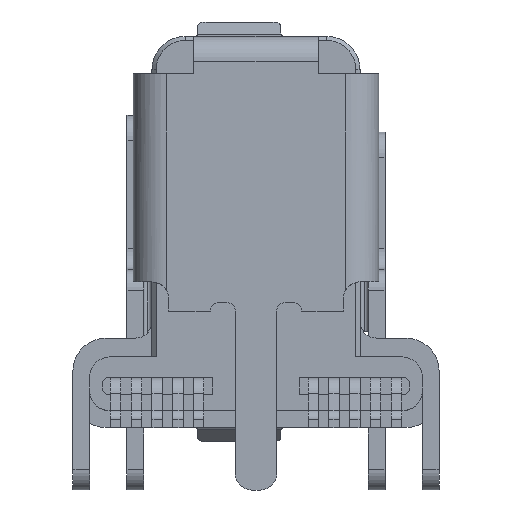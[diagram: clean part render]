
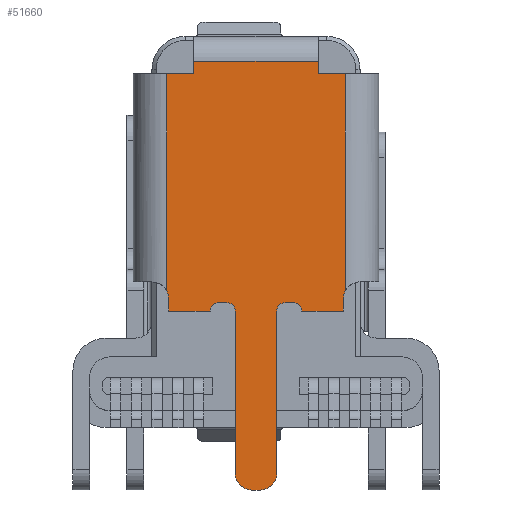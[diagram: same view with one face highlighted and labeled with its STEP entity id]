
A CAD part, left-side view. The second image highlights one B-rep face of the part: STEP entity #51660.
In plain terms, the highlighted planar face has unit normal (-1, 0, 0).
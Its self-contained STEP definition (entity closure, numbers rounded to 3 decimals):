
#26990=CARTESIAN_POINT('',(-10.15,-205.35,-0.1));
#27000=VERTEX_POINT('',#26990);
#27050=CARTESIAN_POINT('',(-10.15,-205.75,-0.1));
#27060=DIRECTION('',(-1.,0.,0.));
#27070=DIRECTION('',(0.,0.,1.));
#27080=AXIS2_PLACEMENT_3D('',#27050,#27060,#27070);
#27090=CIRCLE('',#27080,0.4);
#27100=CARTESIAN_POINT('',(-10.15,-205.4,0.094));
#27110=VERTEX_POINT('',#27100);
#27120=EDGE_CURVE('',#27110,#27000,#27090,.T.);
#27710=CARTESIAN_POINT('',(-10.15,-202.15,-0.4));
#27720=VERTEX_POINT('',#27710);
#27750=CARTESIAN_POINT('',(-10.15,-202.35,-0.4));
#27760=DIRECTION('',(-1.,0.,0.));
#27770=DIRECTION('',(0.,0.,1.));
#27780=AXIS2_PLACEMENT_3D('',#27750,#27760,#27770);
#27790=CIRCLE('',#27780,0.2);
#27800=CARTESIAN_POINT('',(-10.15,-202.35,-0.2));
#27810=VERTEX_POINT('',#27800);
#27820=EDGE_CURVE('',#27810,#27720,#27790,.T.);
#37350=CARTESIAN_POINT('',(-10.15,-202.75,-0.4));
#37360=VERTEX_POINT('',#37350);
#37390=CARTESIAN_POINT('',(-10.15,-202.75,4.1));
#37400=DIRECTION('',(0.,0.,-1.));
#37410=VECTOR('',#37400,1.);
#37420=LINE('',#37390,#37410);
#37430=CARTESIAN_POINT('',(-10.15,-202.75,-4.3));
#37440=VERTEX_POINT('',#37430);
#37450=EDGE_CURVE('',#37360,#37440,#37420,.T.);
#42040=CARTESIAN_POINT('',(-10.15,-205.4,5.3));
#42050=VERTEX_POINT('',#42040);
#42580=CARTESIAN_POINT('',(-10.15,-205.4,-0.788));
#42590=DIRECTION('',(0.,0.,-1.));
#42600=VECTOR('',#42590,1.);
#42610=LINE('',#42580,#42600);
#42620=EDGE_CURVE('',#42050,#27110,#42610,.T.);
#49950=CARTESIAN_POINT('',(-10.15,-203.25,0.3));
#49960=DIRECTION('',(-1.,0.,0.));
#49970=DIRECTION('',(0.,-1.,0.));
#49980=AXIS2_PLACEMENT_3D('',#49950,#49960,#49970);
#49990=PLANE('',#49980);
#50000=CARTESIAN_POINT('',(-10.15,-204.75,5.787));
#50010=DIRECTION('',(0.,0.,-1.));
#50020=VECTOR('',#50010,1.);
#50030=LINE('',#50000,#50020);
#50040=CARTESIAN_POINT('',(-10.15,-204.75,5.6));
#50050=VERTEX_POINT('',#50040);
#50060=CARTESIAN_POINT('',(-10.15,-204.75,5.3));
#50070=VERTEX_POINT('',#50060);
#50080=EDGE_CURVE('',#50050,#50070,#50030,.T.);
#50090=ORIENTED_EDGE('',*,*,#50080,.F.);
#50100=CARTESIAN_POINT('',(-10.15,-203.288,5.3));
#50110=DIRECTION('',(0.,1.,0.));
#50120=VECTOR('',#50110,1.);
#50130=LINE('',#50100,#50120);
#50140=EDGE_CURVE('',#42050,#50070,#50130,.T.);
#50150=ORIENTED_EDGE('',*,*,#50140,.T.);
#50160=ORIENTED_EDGE('',*,*,#42620,.F.);
#50170=ORIENTED_EDGE('',*,*,#27120,.F.);
#50180=CARTESIAN_POINT('',(-10.15,-205.35,6.985));
#50190=DIRECTION('',(0.,0.,1.));
#50200=VECTOR('',#50190,1.);
#50210=LINE('',#50180,#50200);
#50220=CARTESIAN_POINT('',(-10.15,-205.35,-0.4));
#50230=VERTEX_POINT('',#50220);
#50240=EDGE_CURVE('',#50230,#27000,#50210,.T.);
#50250=ORIENTED_EDGE('',*,*,#50240,.T.);
#50260=CARTESIAN_POINT('',(-10.15,-203.288,-0.4))
;
#50270=DIRECTION('',(0.,-1.,0.));
#50280=VECTOR('',#50270,1.);
#50290=LINE('',#50260,#50280);
#50300=CARTESIAN_POINT('',(-10.15,-204.35,-0.4));
#50310=VERTEX_POINT('',#50300);
#50320=EDGE_CURVE('',#50310,#50230,#50290,.T.);
#50330=ORIENTED_EDGE('',*,*,#50320,.T.);
#50340=CARTESIAN_POINT('',(-10.15,-204.15,-0.4));
#50350=DIRECTION('',(-1.,0.,0.));
#50360=DIRECTION('',(0.,0.,1.));
#50370=AXIS2_PLACEMENT_3D('',#50340,#50350,#50360);
#50380=CIRCLE('',#50370,0.2);
#50390=CARTESIAN_POINT('',(-10.15,-204.15,-0.2));
#50400=VERTEX_POINT('',#50390);
#50410=EDGE_CURVE('',#50310,#50400,#50380,.T.);
#50420=ORIENTED_EDGE('',*,*,#50410,.F.);
#50430=CARTESIAN_POINT('',(-10.15,-203.288,-0.2))
;
#50440=DIRECTION('',(0.,-1.,0.));
#50450=VECTOR('',#50440,1.);
#50460=LINE('',#50430,#50450);
#50470=CARTESIAN_POINT('',(-10.15,-203.95,-0.2));
#50480=VERTEX_POINT('',#50470);
#50490=EDGE_CURVE('',#50480,#50400,#50460,.T.);
#50500=ORIENTED_EDGE('',*,*,#50490,.T.);
#50510=CARTESIAN_POINT('',(-10.15,-203.95,-0.4));
#50520=DIRECTION('',(-1.,0.,0.));
#50530=DIRECTION('',(0.,0.,1.));
#50540=AXIS2_PLACEMENT_3D('',#50510,#50520,#50530);
#50550=CIRCLE('',#50540,0.2);
#50560=CARTESIAN_POINT('',(-10.15,-203.75,-0.4));
#50570=VERTEX_POINT('',#50560);
#50580=EDGE_CURVE('',#50480,#50570,#50550,.T.);
#50590=ORIENTED_EDGE('',*,*,#50580,.F.);
#50600=CARTESIAN_POINT('',(-10.15,-203.75,4.1));
#50610=DIRECTION('',(0.,0.,-1.));
#50620=VECTOR('',#50610,1.);
#50630=LINE('',#50600,#50620);
#50640=CARTESIAN_POINT('',(-10.15,-203.75,-4.3));
#50650=VERTEX_POINT('',#50640);
#50660=EDGE_CURVE('',#50570,#50650,#50630,.T.);
#50670=ORIENTED_EDGE('',*,*,#50660,.F.);
#50680=CARTESIAN_POINT('',(-10.15,-203.35,-4.3));
#50690=DIRECTION('',(1.,0.,0.));
#50700=DIRECTION('',(0.,0.,-1.));
#50710=AXIS2_PLACEMENT_3D('',#50680,#50690,#50700);
#50720=CIRCLE('',#50710,0.4);
#50730=CARTESIAN_POINT('',(-10.15,-203.35,-4.7));
#50740=VERTEX_POINT('',#50730);
#50750=EDGE_CURVE('',#50650,#50740,#50720,.T.);
#50760=ORIENTED_EDGE('',*,*,#50750,.F.);
#50770=CARTESIAN_POINT('',(-10.15,-203.25,-4.7));
#50780=DIRECTION('',(0.,-1.,0.));
#50790=VECTOR('',#50780,1.);
#50800=LINE('',#50770,#50790);
#50810=CARTESIAN_POINT('',(-10.15,-203.15,-4.7));
#50820=VERTEX_POINT('',#50810);
#50830=EDGE_CURVE('',#50820,#50740,#50800,.T.);
#50840=ORIENTED_EDGE('',*,*,#50830,.T.);
#50850=CARTESIAN_POINT('',(-10.15,-203.15,-4.3));
#50860=DIRECTION('',(1.,0.,0.));
#50870=DIRECTION('',(0.,0.,-1.));
#50880=AXIS2_PLACEMENT_3D('',#50850,#50860,#50870);
#50890=CIRCLE('',#50880,0.4);
#50900=EDGE_CURVE('',#50820,#37440,#50890,.T.);
#50910=ORIENTED_EDGE('',*,*,#50900,.F.);
#50920=ORIENTED_EDGE('',*,*,#37450,.T.);
#50930=CARTESIAN_POINT('',(-10.15,-202.55,-0.4));
#50940=DIRECTION('',(-1.,0.,0.));
#50950=DIRECTION('',(0.,0.,1.));
#50960=AXIS2_PLACEMENT_3D('',#50930,#50940,#50950);
#50970=CIRCLE('',#50960,0.2);
#50980=CARTESIAN_POINT('',(-10.15,-202.55,-0.2));
#50990=VERTEX_POINT('',#50980);
#51000=EDGE_CURVE('',#37360,#50990,#50970,.T.);
#51010=ORIENTED_EDGE('',*,*,#51000,.F.);
#51020=CARTESIAN_POINT('',(-10.15,-203.288,-0.2))
;
#51030=DIRECTION('',(0.,-1.,0.));
#51040=VECTOR('',#51030,1.);
#51050=LINE('',#51020,#51040);
#51060=EDGE_CURVE('',#27810,#50990,#51050,.T.);
#51070=ORIENTED_EDGE('',*,*,#51060,.T.);
#51080=ORIENTED_EDGE('',*,*,#27820,.F.);
#51090=CARTESIAN_POINT('',(-10.15,-203.288,-0.4))
;
#51100=DIRECTION('',(0.,-1.,0.));
#51110=VECTOR('',#51100,1.);
#51120=LINE('',#51090,#51110);
#51130=CARTESIAN_POINT('',(-10.15,-201.15,-0.4));
#51140=VERTEX_POINT('',#51130);
#51150=EDGE_CURVE('',#51140,#27720,#51120,.T.);
#51160=ORIENTED_EDGE('',*,*,#51150,.T.);
#51170=CARTESIAN_POINT('',(-10.15,-201.15,6.985));
#51180=DIRECTION('',(0.,0.,-1.));
#51190=VECTOR('',#51180,1.);
#51200=LINE('',#51170,#51190);
#51210=CARTESIAN_POINT('',(-10.15,-201.15,-0.1));
#51220=VERTEX_POINT('',#51210);
#51230=EDGE_CURVE('',#51220,#51140,#51200,.T.);
#51240=ORIENTED_EDGE('',*,*,#51230,.T.);
#51250=CARTESIAN_POINT('',(-10.15,-200.75,-0.1));
#51260=DIRECTION('',(1.,0.,0.));
#51270=DIRECTION('',(0.,0.,-1.));
#51280=AXIS2_PLACEMENT_3D('',#51250,#51260,#51270);
#51290=CIRCLE('',#51280,0.4);
#51300=CARTESIAN_POINT('',(-10.15,-201.1,0.094));
#51310=VERTEX_POINT('',#51300);
#51320=EDGE_CURVE('',#51310,#51220,#51290,.T.);
#51330=ORIENTED_EDGE('',*,*,#51320,.T.);
#51340=CARTESIAN_POINT('',(-10.15,-201.1,-0.788));
#51350=DIRECTION('',(0.,0.,-1.));
#51360=VECTOR('',#51350,1.);
#51370=LINE('',#51340,#51360);
#51380=CARTESIAN_POINT('',(-10.15,-201.1,5.3));
#51390=VERTEX_POINT('',#51380);
#51400=EDGE_CURVE('',#51390,#51310,#51370,.T.);
#51410=ORIENTED_EDGE('',*,*,#51400,.T.);
#51420=CARTESIAN_POINT('',(-10.15,-203.288,5.3));
#51430=DIRECTION('',(0.,1.,0.));
#51440=VECTOR('',#51430,1.);
#51450=LINE('',#51420,#51440);
#51460=CARTESIAN_POINT('',(-10.15,-201.75,5.3));
#51470=VERTEX_POINT('',#51460);
#51480=EDGE_CURVE('',#51470,#51390,#51450,.T.);
#51490=ORIENTED_EDGE('',*,*,#51480,.T.);
#51500=CARTESIAN_POINT('',(-10.15,-201.75,5.787));
#51510=DIRECTION('',(0.,0.,-1.));
#51520=VECTOR('',#51510,1.);
#51530=LINE('',#51500,#51520);
#51540=CARTESIAN_POINT('',(-10.15,-201.75,5.6));
#51550=VERTEX_POINT('',#51540);
#51560=EDGE_CURVE('',#51550,#51470,#51530,.T.);
#51570=ORIENTED_EDGE('',*,*,#51560,.T.);
#51580=CARTESIAN_POINT('',(-10.15,-203.288,5.6));
#51590=DIRECTION('',(0.,-1.,0.));
#51600=VECTOR('',#51590,1.);
#51610=LINE('',#51580,#51600);
#51620=EDGE_CURVE('',#51550,#50050,#51610,.T.);
#51630=ORIENTED_EDGE('',*,*,#51620,.F.);
#51640=EDGE_LOOP('',(#51630,#51570,#51490,#51410,#51330,#51240,#51160,
#51080,#51070,#51010,#50920,#50910,#50840,#50760,#50670,#50590,#50500,
#50420,#50330,#50250,#50170,#50160,#50150,#50090));
#51650=FACE_OUTER_BOUND('',#51640,.T.);
#51660=ADVANCED_FACE('',(#51650),#49990,.T.);
